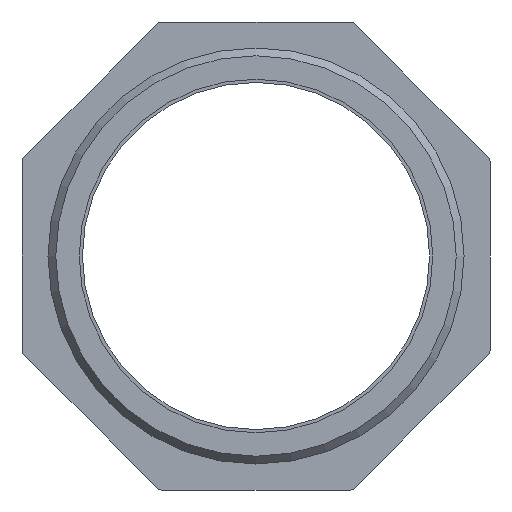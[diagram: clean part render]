
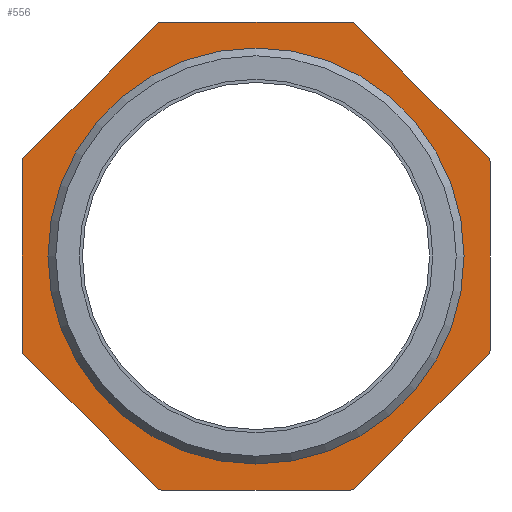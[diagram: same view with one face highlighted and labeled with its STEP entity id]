
A CAD part, left-side view. The second image highlights one B-rep face of the part: STEP entity #556.
In plain terms, the highlighted planar face has unit normal (-1, 0, 0).
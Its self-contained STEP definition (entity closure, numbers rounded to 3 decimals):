
#23=LINE('',#909,#63);
#26=LINE('',#915,#66);
#27=LINE('',#919,#67);
#28=LINE('',#923,#68);
#29=LINE('',#927,#69);
#30=LINE('',#931,#70);
#31=LINE('',#935,#71);
#32=LINE('',#939,#72);
#63=VECTOR('',#733,10.);
#66=VECTOR('',#738,10.);
#67=VECTOR('',#741,10.);
#68=VECTOR('',#744,10.);
#69=VECTOR('',#747,10.);
#70=VECTOR('',#750,10.);
#71=VECTOR('',#753,10.);
#72=VECTOR('',#756,10.);
#116=FACE_BOUND('',#170,.T.);
#131=FACE_OUTER_BOUND('',#169,.T.);
#169=EDGE_LOOP('',(#404,#405,#406,#407,#408,#409,#410,#411,#412,#413,#414,
#415,#416,#417,#418,#419));
#170=EDGE_LOOP('',(#420));
#209=CIRCLE('',#621,16.);
#210=CIRCLE('',#623,0.5);
#212=CIRCLE('',#627,0.5);
#213=CIRCLE('',#628,0.5);
#214=CIRCLE('',#629,0.5);
#215=CIRCLE('',#630,0.5);
#216=CIRCLE('',#631,0.5);
#217=CIRCLE('',#632,0.5);
#218=CIRCLE('',#633,0.5);
#246=VERTEX_POINT('',#895);
#247=VERTEX_POINT('',#899);
#248=VERTEX_POINT('',#900);
#251=VERTEX_POINT('',#908);
#253=VERTEX_POINT('',#914);
#254=VERTEX_POINT('',#916);
#255=VERTEX_POINT('',#918);
#256=VERTEX_POINT('',#920);
#257=VERTEX_POINT('',#922);
#258=VERTEX_POINT('',#924);
#259=VERTEX_POINT('',#926);
#260=VERTEX_POINT('',#928);
#261=VERTEX_POINT('',#930);
#262=VERTEX_POINT('',#932);
#263=VERTEX_POINT('',#934);
#264=VERTEX_POINT('',#936);
#265=VERTEX_POINT('',#938);
#302=EDGE_CURVE('',#246,#246,#209,.T.);
#304=EDGE_CURVE('',#247,#248,#210,.T.);
#308=EDGE_CURVE('',#251,#248,#23,.T.);
#311=EDGE_CURVE('',#247,#253,#26,.T.);
#312=EDGE_CURVE('',#254,#253,#212,.T.);
#313=EDGE_CURVE('',#254,#255,#27,.T.);
#314=EDGE_CURVE('',#256,#255,#213,.T.);
#315=EDGE_CURVE('',#256,#257,#28,.T.);
#316=EDGE_CURVE('',#258,#257,#214,.T.);
#317=EDGE_CURVE('',#258,#259,#29,.T.);
#318=EDGE_CURVE('',#260,#259,#215,.T.);
#319=EDGE_CURVE('',#260,#261,#30,.T.);
#320=EDGE_CURVE('',#262,#261,#216,.T.);
#321=EDGE_CURVE('',#262,#263,#31,.T.);
#322=EDGE_CURVE('',#264,#263,#217,.T.);
#323=EDGE_CURVE('',#264,#265,#32,.T.);
#324=EDGE_CURVE('',#251,#265,#218,.T.);
#404=ORIENTED_EDGE('',*,*,#304,.F.);
#405=ORIENTED_EDGE('',*,*,#311,.T.);
#406=ORIENTED_EDGE('',*,*,#312,.F.);
#407=ORIENTED_EDGE('',*,*,#313,.T.);
#408=ORIENTED_EDGE('',*,*,#314,.F.);
#409=ORIENTED_EDGE('',*,*,#315,.T.);
#410=ORIENTED_EDGE('',*,*,#316,.F.);
#411=ORIENTED_EDGE('',*,*,#317,.T.);
#412=ORIENTED_EDGE('',*,*,#318,.F.);
#413=ORIENTED_EDGE('',*,*,#319,.T.);
#414=ORIENTED_EDGE('',*,*,#320,.F.);
#415=ORIENTED_EDGE('',*,*,#321,.T.);
#416=ORIENTED_EDGE('',*,*,#322,.F.);
#417=ORIENTED_EDGE('',*,*,#323,.T.);
#418=ORIENTED_EDGE('',*,*,#324,.F.);
#419=ORIENTED_EDGE('',*,*,#308,.T.);
#420=ORIENTED_EDGE('',*,*,#302,.F.);
#525=PLANE('',#626);
#556=ADVANCED_FACE('',(#131,#116),#525,.T.);
#621=AXIS2_PLACEMENT_3D('',#896,#720,#721);
#623=AXIS2_PLACEMENT_3D('',#901,#725,#726);
#626=AXIS2_PLACEMENT_3D('',#913,#736,#737);
#627=AXIS2_PLACEMENT_3D('',#917,#739,#740);
#628=AXIS2_PLACEMENT_3D('',#921,#742,#743);
#629=AXIS2_PLACEMENT_3D('',#925,#745,#746);
#630=AXIS2_PLACEMENT_3D('',#929,#748,#749);
#631=AXIS2_PLACEMENT_3D('',#933,#751,#752);
#632=AXIS2_PLACEMENT_3D('',#937,#754,#755);
#633=AXIS2_PLACEMENT_3D('',#940,#757,#758);
#720=DIRECTION('center_axis',(-1.,0.,0.));
#721=DIRECTION('ref_axis',(0.,1.,0.));
#725=DIRECTION('center_axis',(1.,0.,0.));
#726=DIRECTION('ref_axis',(0.,-0.924,0.383));
#733=DIRECTION('',(0.,0.,1.));
#736=DIRECTION('center_axis',(-1.,0.,0.));
#737=DIRECTION('ref_axis',(0.,0.,1.));
#738=DIRECTION('',(0.,0.707,0.707));
#739=DIRECTION('center_axis',(1.,0.,0.));
#740=DIRECTION('ref_axis',(0.,-0.383,0.924));
#741=DIRECTION('',(0.,1.,0.));
#742=DIRECTION('center_axis',(1.,0.,0.));
#743=DIRECTION('ref_axis',(0.,0.383,0.924));
#744=DIRECTION('',(0.,0.707,-0.707));
#745=DIRECTION('center_axis',(1.,0.,0.));
#746=DIRECTION('ref_axis',(0.,0.924,0.383));
#747=DIRECTION('',(0.,0.,-1.));
#748=DIRECTION('center_axis',(1.,0.,0.));
#749=DIRECTION('ref_axis',(0.,0.924,-0.383));
#750=DIRECTION('',(0.,-0.707,-0.707));
#751=DIRECTION('center_axis',(1.,0.,0.));
#752=DIRECTION('ref_axis',(0.,0.383,-0.924));
#753=DIRECTION('',(0.,-1.,0.));
#754=DIRECTION('center_axis',(1.,0.,0.));
#755=DIRECTION('ref_axis',(0.,-0.383,-0.924));
#756=DIRECTION('',(0.,-0.707,0.707));
#757=DIRECTION('center_axis',(1.,0.,0.));
#758=DIRECTION('ref_axis',(0.,-0.924,-0.383));
#895=CARTESIAN_POINT('',(-12.,-16.,0.));
#896=CARTESIAN_POINT('Origin',(-12.,0.,0.));
#899=CARTESIAN_POINT('',(-12.,-17.854,7.602));
#900=CARTESIAN_POINT('',(-12.,-18.,7.249));
#901=CARTESIAN_POINT('Origin',(-12.,-17.5,7.249));
#908=CARTESIAN_POINT('',(-12.,-18.,-7.249));
#909=CARTESIAN_POINT('',(-12.,-18.,-7.456));
#913=CARTESIAN_POINT('Origin',(-12.,0.,0.));
#914=CARTESIAN_POINT('',(-12.,-7.602,17.854));
#915=CARTESIAN_POINT('',(-12.,-18.,7.456));
#916=CARTESIAN_POINT('',(-12.,-7.249,18.));
#917=CARTESIAN_POINT('Origin',(-12.,-7.249,17.5));
#918=CARTESIAN_POINT('',(-12.,7.249,18.));
#919=CARTESIAN_POINT('',(-12.,-7.456,18.));
#920=CARTESIAN_POINT('',(-12.,7.602,17.854));
#921=CARTESIAN_POINT('Origin',(-12.,7.249,17.5));
#922=CARTESIAN_POINT('',(-12.,17.854,7.602));
#923=CARTESIAN_POINT('',(-12.,7.456,18.));
#924=CARTESIAN_POINT('',(-12.,18.,7.249));
#925=CARTESIAN_POINT('Origin',(-12.,17.5,7.249));
#926=CARTESIAN_POINT('',(-12.,18.,-7.249));
#927=CARTESIAN_POINT('',(-12.,18.,7.456));
#928=CARTESIAN_POINT('',(-12.,17.854,-7.602));
#929=CARTESIAN_POINT('Origin',(-12.,17.5,-7.249));
#930=CARTESIAN_POINT('',(-12.,7.602,-17.854));
#931=CARTESIAN_POINT('',(-12.,18.,-7.456));
#932=CARTESIAN_POINT('',(-12.,7.249,-18.));
#933=CARTESIAN_POINT('Origin',(-12.,7.249,-17.5));
#934=CARTESIAN_POINT('',(-12.,-7.249,-18.));
#935=CARTESIAN_POINT('',(-12.,7.456,-18.));
#936=CARTESIAN_POINT('',(-12.,-7.602,-17.854));
#937=CARTESIAN_POINT('Origin',(-12.,-7.249,-17.5));
#938=CARTESIAN_POINT('',(-12.,-17.854,-7.602));
#939=CARTESIAN_POINT('',(-12.,-7.456,-18.));
#940=CARTESIAN_POINT('Origin',(-12.,-17.5,-7.249));
